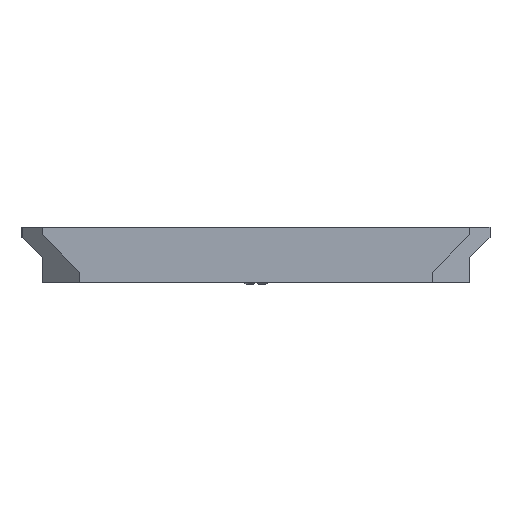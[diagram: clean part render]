
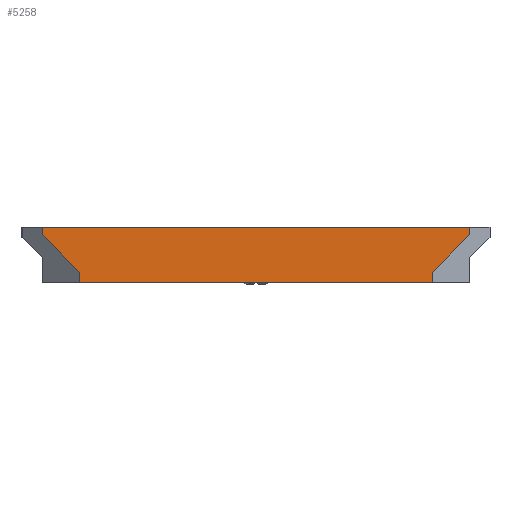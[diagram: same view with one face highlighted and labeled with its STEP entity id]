
A CAD part, front view. The second image highlights one B-rep face of the part: STEP entity #5258.
In plain terms, the highlighted planar face has unit normal (0, -1, 0).
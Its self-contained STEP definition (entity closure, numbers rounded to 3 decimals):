
#68=FACE_OUTER_BOUND('',#334,.T.);
#334=EDGE_LOOP('',(#3856,#3857,#3858,#3859,#3860,#3861,#3862,#3863));
#951=LINE('',#7875,#1721);
#952=LINE('',#7879,#1722);
#953=LINE('',#7880,#1723);
#954=LINE('',#7882,#1724);
#955=LINE('',#7884,#1725);
#956=LINE('',#7886,#1726);
#957=LINE('',#7888,#1727);
#958=LINE('',#7889,#1728);
#1721=VECTOR('',#6256,10.);
#1722=VECTOR('',#6259,10.);
#1723=VECTOR('',#6260,10.);
#1724=VECTOR('',#6261,10.);
#1725=VECTOR('',#6262,10.);
#1726=VECTOR('',#6263,10.);
#1727=VECTOR('',#6264,10.);
#1728=VECTOR('',#6265,10.);
#2343=VERTEX_POINT('',#7641);
#2444=VERTEX_POINT('',#7873);
#2445=VERTEX_POINT('',#7877);
#2446=VERTEX_POINT('',#7878);
#2447=VERTEX_POINT('',#7881);
#2448=VERTEX_POINT('',#7883);
#2449=VERTEX_POINT('',#7885);
#2450=VERTEX_POINT('',#7887);
#3014=EDGE_CURVE('',#2343,#2444,#951,.T.);
#3015=EDGE_CURVE('',#2445,#2446,#952,.T.);
#3016=EDGE_CURVE('',#2446,#2343,#953,.T.);
#3017=EDGE_CURVE('',#2444,#2447,#954,.T.);
#3018=EDGE_CURVE('',#2447,#2448,#955,.T.);
#3019=EDGE_CURVE('',#2448,#2449,#956,.T.);
#3020=EDGE_CURVE('',#2450,#2449,#957,.T.);
#3021=EDGE_CURVE('',#2450,#2445,#958,.T.);
#3856=ORIENTED_EDGE('',*,*,#3015,.T.);
#3857=ORIENTED_EDGE('',*,*,#3016,.T.);
#3858=ORIENTED_EDGE('',*,*,#3014,.T.);
#3859=ORIENTED_EDGE('',*,*,#3017,.T.);
#3860=ORIENTED_EDGE('',*,*,#3018,.T.);
#3861=ORIENTED_EDGE('',*,*,#3019,.T.);
#3862=ORIENTED_EDGE('',*,*,#3020,.F.);
#3863=ORIENTED_EDGE('',*,*,#3021,.T.);
#4992=PLANE('',#5542);
#5258=ADVANCED_FACE('',(#68),#4992,.T.);
#5542=AXIS2_PLACEMENT_3D('',#7876,#6257,#6258);
#6256=DIRECTION('',(-1.,0.,0.));
#6257=DIRECTION('center_axis',(0.,-1.,0.));
#6258=DIRECTION('ref_axis',(0.,0.,-1.));
#6259=DIRECTION('',(0.707,0.,0.707));
#6260=DIRECTION('',(0.,0.,1.));
#6261=DIRECTION('',(0.,0.,-1.));
#6262=DIRECTION('',(0.707,0.,-0.707));
#6263=DIRECTION('',(0.,0.,-1.));
#6264=DIRECTION('',(-1.,0.,0.));
#6265=DIRECTION('',(0.,0.,1.));
#7641=CARTESIAN_POINT('',(8.5,-250.,2.2));
#7873=CARTESIAN_POINT('',(-8.5,-250.,2.2));
#7875=CARTESIAN_POINT('',(0.,-250.,2.2));
#7876=CARTESIAN_POINT('Origin',(0.,-250.,0.6));
#7877=CARTESIAN_POINT('',(7.,-250.,0.4));
#7878=CARTESIAN_POINT('',(8.5,-250.,1.9));
#7879=CARTESIAN_POINT('',(6.05,-250.,-0.55));
#7880=CARTESIAN_POINT('',(8.5,-250.,1.4));
#7881=CARTESIAN_POINT('',(-8.5,-250.,1.9));
#7882=CARTESIAN_POINT('',(-8.5,-250.,1.4));
#7883=CARTESIAN_POINT('',(-7.,-250.,0.4));
#7884=CARTESIAN_POINT('',(-6.05,-250.,-0.55));
#7885=CARTESIAN_POINT('',(-7.,-250.,0.));
#7886=CARTESIAN_POINT('',(-7.,-250.,0.5));
#7887=CARTESIAN_POINT('',(7.,-250.,0.));
#7888=CARTESIAN_POINT('',(0.,-250.,0.));
#7889=CARTESIAN_POINT('',(7.,-250.,0.5));
